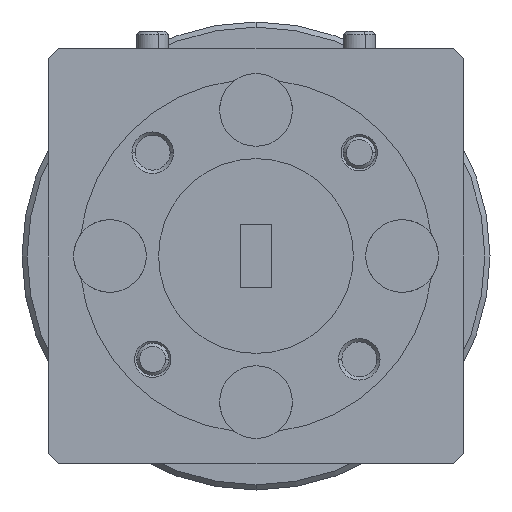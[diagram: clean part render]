
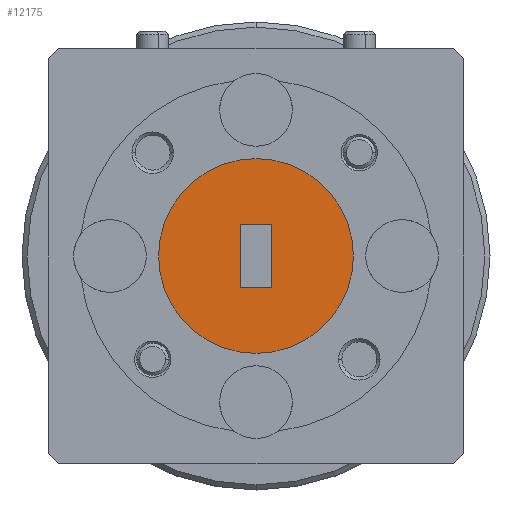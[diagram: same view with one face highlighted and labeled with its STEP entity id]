
A CAD part, front view. The second image highlights one B-rep face of the part: STEP entity #12175.
In plain terms, the highlighted planar face has unit normal (0, -1, 0).
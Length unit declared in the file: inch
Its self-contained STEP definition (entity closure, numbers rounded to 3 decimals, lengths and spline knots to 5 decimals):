
#324 = CARTESIAN_POINT ( 'NONE',  ( -0.14168, -1.5889, 0.73808 ) ) ;
#570 = EDGE_LOOP ( 'NONE', ( #16026, #23384, #2389, #38721 ) ) ;
#1026 = EDGE_CURVE ( 'NONE', #12602, #35259, #25821, .T. ) ;
#2068 = CARTESIAN_POINT ( 'NONE',  ( -0.14168, -1.5889, 0.86008 ) ) ;
#2250 = VECTOR ( 'NONE', #7255, 39.37008 ) ;
#2297 = ORIENTED_EDGE ( 'NONE', *, *, #31943, .F. ) ;
#2389 = ORIENTED_EDGE ( 'NONE', *, *, #29189, .F. ) ;
#2990 = VECTOR ( 'NONE', #4873, 39.37008 ) ;
#4873 = DIRECTION ( 'NONE',  ( 1., 0., 0. ) ) ;
#5082 = VECTOR ( 'NONE', #25125, 39.37008 ) ;
#5221 = DIRECTION ( 'NONE',  ( -1., 0., 0. ) ) ;
#5380 = CARTESIAN_POINT ( 'NONE',  ( -0.17218, -1.5889, 0.86008 ) ) ;
#6100 = VERTEX_POINT ( 'NONE', #2068 ) ;
#7255 = DIRECTION ( 'NONE',  ( 0., 0., 1. ) ) ;
#7604 = LINE ( 'NONE', #5380, #15738 ) ;
#8851 = EDGE_CURVE ( 'NONE', #9953, #19868, #21200, .T. ) ;
#9888 = PLANE ( 'NONE',  #18151 ) ;
#9953 = VERTEX_POINT ( 'NONE', #35391 ) ;
#10415 = ORIENTED_EDGE ( 'NONE', *, *, #8851, .F. ) ;
#10912 = CARTESIAN_POINT ( 'NONE',  ( -0.20268, -1.5889, 0.73808 ) ) ;
#11432 = DIRECTION ( 'NONE',  ( 1., 0., 0. ) ) ;
#12175 = ADVANCED_FACE ( 'NONE', ( #25023, #15550 ), #9888, .F. ) ;
#12602 = VERTEX_POINT ( 'NONE', #26100 ) ;
#13365 = EDGE_LOOP ( 'NONE', ( #2297, #10415 ) ) ;
#14158 = CIRCLE ( 'NONE', #37372, 0.1875 ) ;
#14847 = CARTESIAN_POINT ( 'NONE',  ( 0.01532, -1.5889, 0.79908 ) ) ;
#15550 = FACE_BOUND ( 'NONE', #570, .T. ) ;
#15738 = VECTOR ( 'NONE', #11432, 39.37008 ) ;
#16026 = ORIENTED_EDGE ( 'NONE', *, *, #1026, .T. ) ;
#16383 = CARTESIAN_POINT ( 'NONE',  ( -0.17218, -1.5889, 0.79908 ) ) ;
#16998 = VERTEX_POINT ( 'NONE', #25414 ) ;
#18151 = AXIS2_PLACEMENT_3D ( 'NONE', #36942, #33702, #27658 ) ;
#18769 = EDGE_CURVE ( 'NONE', #12602, #16998, #39385, .T. ) ;
#19868 = VERTEX_POINT ( 'NONE', #14847 ) ;
#21200 = CIRCLE ( 'NONE', #32796, 0.1875 ) ;
#22255 = EDGE_CURVE ( 'NONE', #35259, #6100, #7604, .T. ) ;
#22834 = DIRECTION ( 'NONE',  ( 0., 1., 0. ) ) ;
#23384 = ORIENTED_EDGE ( 'NONE', *, *, #22255, .T. ) ;
#23787 = DIRECTION ( 'NONE',  ( 0., 1., 0. ) ) ;
#25023 = FACE_OUTER_BOUND ( 'NONE', #13365, .T. ) ;
#25125 = DIRECTION ( 'NONE',  ( 0., 0., 1. ) ) ;
#25414 = CARTESIAN_POINT ( 'NONE',  ( -0.14168, -1.5889, 0.73808 ) ) ;
#25626 = CARTESIAN_POINT ( 'NONE',  ( -0.20268, -1.5889, 0.73808 ) ) ;
#25821 = LINE ( 'NONE', #25626, #2250 ) ;
#26100 = CARTESIAN_POINT ( 'NONE',  ( -0.20268, -1.5889, 0.73808 ) ) ;
#27658 = DIRECTION ( 'NONE',  ( -1., 0., 0. ) ) ;
#28350 = LINE ( 'NONE', #324, #5082 ) ;
#29189 = EDGE_CURVE ( 'NONE', #16998, #6100, #28350, .T. ) ;
#29846 = CARTESIAN_POINT ( 'NONE',  ( -0.17218, -1.5889, 0.79908 ) ) ;
#31924 = DIRECTION ( 'NONE',  ( -1., 0., 0. ) ) ;
#31943 = EDGE_CURVE ( 'NONE', #19868, #9953, #14158, .T. ) ;
#32796 = AXIS2_PLACEMENT_3D ( 'NONE', #16383, #22834, #31924 ) ;
#33702 = DIRECTION ( 'NONE',  ( 0., 1., 0. ) ) ;
#35259 = VERTEX_POINT ( 'NONE', #38729 ) ;
#35391 = CARTESIAN_POINT ( 'NONE',  ( -0.35968, -1.5889, 0.79908 ) ) ;
#36942 = CARTESIAN_POINT ( 'NONE',  ( -0.24422, -1.5889, 0.39908 ) ) ;
#37372 = AXIS2_PLACEMENT_3D ( 'NONE', #29846, #23787, #5221 ) ;
#38721 = ORIENTED_EDGE ( 'NONE', *, *, #18769, .F. ) ;
#38729 = CARTESIAN_POINT ( 'NONE',  ( -0.20268, -1.5889, 0.86008 ) ) ;
#39385 = LINE ( 'NONE', #10912, #2990 ) ;
